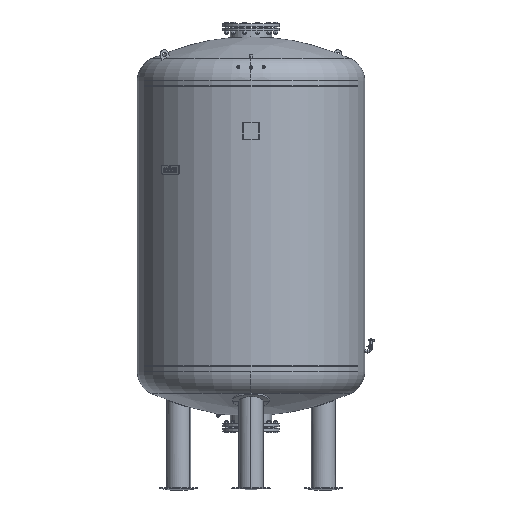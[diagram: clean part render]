
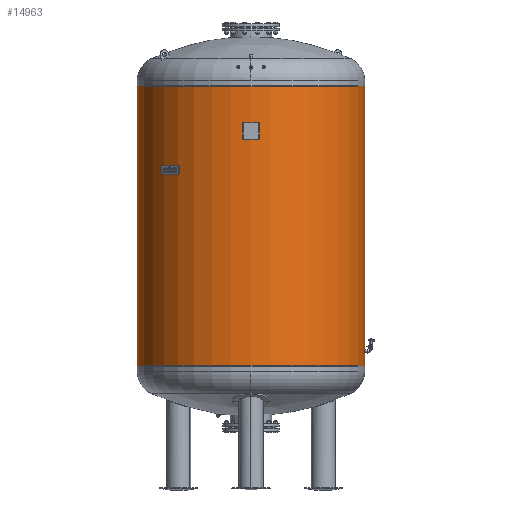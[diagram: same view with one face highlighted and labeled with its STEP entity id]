
A CAD part, front view. The second image highlights one B-rep face of the part: STEP entity #14963.
In plain terms, the highlighted cylindrical face has radius 750 mm (diameter 1500 mm), a partial arc.
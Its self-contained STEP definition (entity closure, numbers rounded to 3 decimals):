
#14922=CARTESIAN_POINT('',(0.,0.0,2212.25));
#14923=DIRECTION('',(0.,0.0,1.0));
#14924=DIRECTION('',(1.0,0.0,0.0));
#14925=AXIS2_PLACEMENT_3D('',#14922,#14923,#14924);
#14926=CYLINDRICAL_SURFACE('',#14925,750.);
#14927=CARTESIAN_POINT('',(750.,0.0,2667.0));
#14928=VERTEX_POINT('',#14927);
#14929=CARTESIAN_POINT('',(750.,0.0,822.0));
#14930=VERTEX_POINT('',#14929);
#14931=CARTESIAN_POINT('',(750.,0.0,2667.0));
#14932=DIRECTION('',(0.0,0.0,-1.0));
#14933=VECTOR('',#14932,1845.0);
#14934=LINE('',#14931,#14933);
#14935=EDGE_CURVE('',#14928,#14930,#14934,.T.);
#14936=ORIENTED_EDGE('',*,*,#14935,.F.);
#14937=CARTESIAN_POINT('',(-750.,0.,2667.0));
#14938=VERTEX_POINT('',#14937);
#14939=CARTESIAN_POINT('',(0.,0.0,2667.0));
#14940=DIRECTION('',(0.0,0.0,1.0));
#14941=DIRECTION('',(1.0,0.0,0.0));
#14942=AXIS2_PLACEMENT_3D('',#14939,#14940,#14941);
#14943=CIRCLE('',#14942,750.);
#14944=EDGE_CURVE('',#14938,#14928,#14943,.T.);
#14945=ORIENTED_EDGE('',*,*,#14944,.F.);
#14946=CARTESIAN_POINT('',(-750.,0.,822.));
#14947=VERTEX_POINT('',#14946);
#14948=CARTESIAN_POINT('',(-750.,0.,2667.0));
#14949=DIRECTION('',(0.0,0.0,-1.0));
#14950=VECTOR('',#14949,1845.0);
#14951=LINE('',#14948,#14950);
#14952=EDGE_CURVE('',#14938,#14947,#14951,.T.);
#14953=ORIENTED_EDGE('',*,*,#14952,.T.);
#14954=CARTESIAN_POINT('',(0.,0.0,822.));
#14955=DIRECTION('',(0.0,0.0,1.0));
#14956=DIRECTION('',(1.0,0.0,0.0));
#14957=AXIS2_PLACEMENT_3D('',#14954,#14955,#14956);
#14958=CIRCLE('',#14957,750.);
#14959=EDGE_CURVE('',#14947,#14930,#14958,.T.);
#14960=ORIENTED_EDGE('',*,*,#14959,.T.);
#14961=EDGE_LOOP('',(#14936,#14945,#14953,#14960));
#14962=FACE_OUTER_BOUND('',#14961,.T.);
#14963=ADVANCED_FACE('',(#14962),#14926,.T.);
